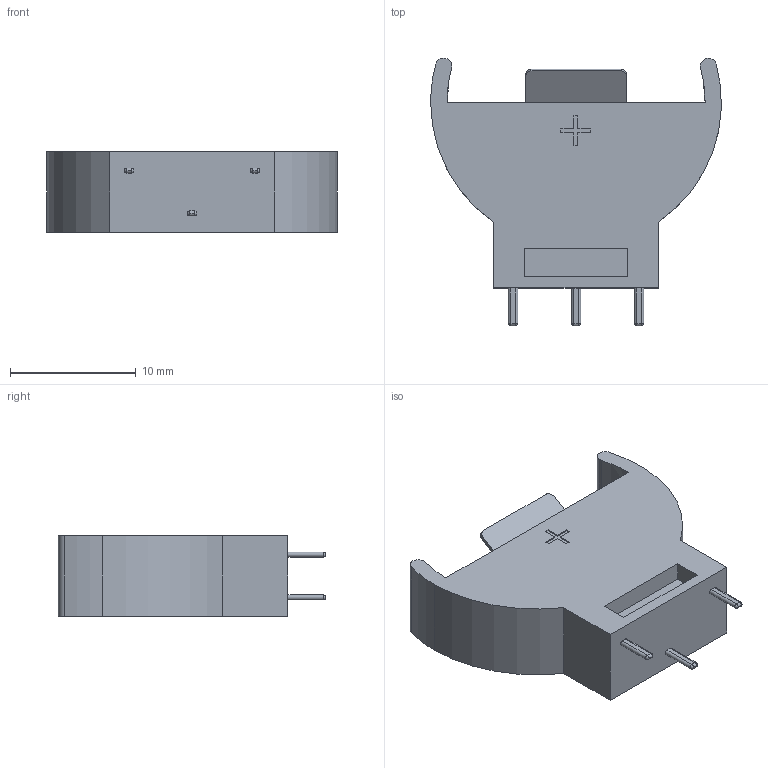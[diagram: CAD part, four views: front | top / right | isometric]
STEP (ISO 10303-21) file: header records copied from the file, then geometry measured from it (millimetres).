
FILE_DESCRIPTION (( 'STEP AP214' ), '1' );
FILE_NAME ('1FCC440C-C6A9-4FFF-B205-AA3E978B6AF5.STEP', '2023-03-14T18:37:24', ( '' ), ( '' ), 'SwSTEP 2.0', 'SolidWorks 2022', '' );
FILE_SCHEMA (( 'AUTOMOTIVE_DESIGN' ));
Length unit declared in the file: millimetre
Products named in the file (1): 1FCC440C-C6A9-4FFF-B205-AA3E978B6AF5
Bounding box: 23.09 x 21.25 x 6.4 mm (x, y, z)
Volume: 1155.8 mm3; surface area: 1614.7 mm2
Topology: 2 solids, 2 shells, 84 faces, 214 edges, 134 vertices
Faces by surface type: plane 54, cylinder 24, sphere 6
Entity records: 2950 total; most frequent: DIRECTION 432, CARTESIAN_POINT 427, ORIENTED_EDGE 416, EDGE_CURVE 208, VECTOR 154, LINE 154, AXIS2_PLACEMENT_3D 139, VERTEX_POINT 134
